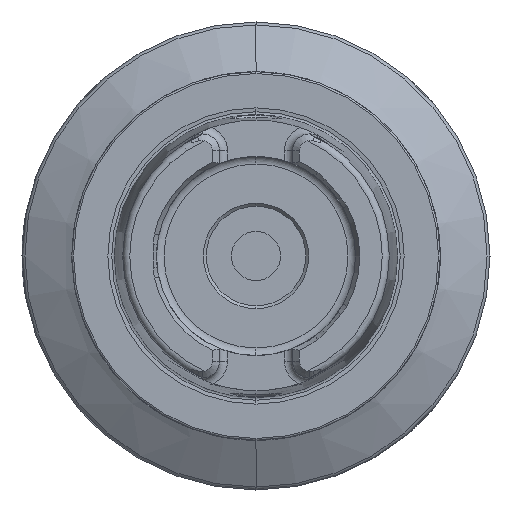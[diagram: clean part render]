
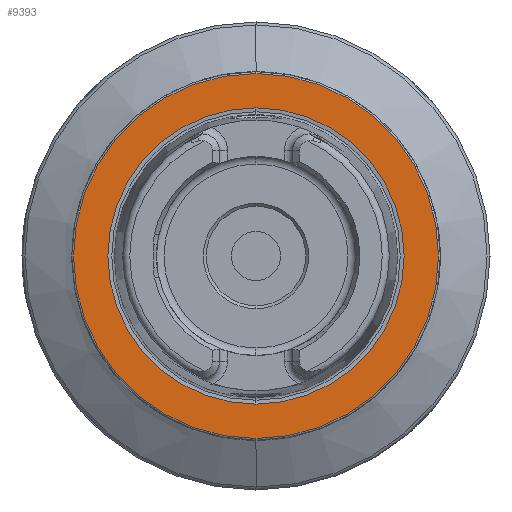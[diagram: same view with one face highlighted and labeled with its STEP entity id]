
A CAD part, left-side view. The second image highlights one B-rep face of the part: STEP entity #9393.
In plain terms, the highlighted planar face has unit normal (-1, 0, 0).
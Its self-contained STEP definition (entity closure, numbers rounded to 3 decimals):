
#89 = VERTEX_POINT ( 'NONE', #2403 ) ;
#193 = EDGE_CURVE ( 'NONE', #14597, #89, #1764, .T. ) ;
#250 = CARTESIAN_POINT ( 'NONE',  ( 0., 0., 0. ) ) ;
#307 = DIRECTION ( 'NONE',  ( 1., 0., 0. ) ) ;
#612 = DIRECTION ( 'NONE',  ( 0., 0., 1. ) ) ;
#721 = AXIS2_PLACEMENT_3D ( 'NONE', #5669, #307, #8262 ) ;
#886 = VERTEX_POINT ( 'NONE', #12720 ) ;
#1015 = EDGE_LOOP ( 'NONE', ( #7246, #4635 ) ) ;
#1128 = ORIENTED_EDGE ( 'NONE', *, *, #2902, .F. ) ;
#1672 = DIRECTION ( 'NONE',  ( -1., 0., 0. ) ) ;
#1764 = CIRCLE ( 'NONE', #13619, 25.324 ) ;
#2067 = CIRCLE ( 'NONE', #12469, 31.2 ) ;
#2403 = CARTESIAN_POINT ( 'NONE',  ( 0., 0., -25.324 ) ) ;
#2707 = DIRECTION ( 'NONE',  ( 0., 0., 1. ) ) ;
#2759 = DIRECTION ( 'NONE',  ( -1., 0., 0. ) ) ;
#2821 = CARTESIAN_POINT ( 'NONE',  ( 0., 0., 0. ) ) ;
#2902 = EDGE_CURVE ( 'NONE', #89, #14597, #11638, .T. ) ;
#3961 = DIRECTION ( 'NONE',  ( 0., 0., 1. ) ) ;
#4485 = PLANE ( 'NONE',  #721 ) ;
#4635 = ORIENTED_EDGE ( 'NONE', *, *, #14570, .T. ) ;
#4818 = DIRECTION ( 'NONE',  ( 0., 0., 1. ) ) ;
#5012 = CARTESIAN_POINT ( 'NONE',  ( 0., 0., 31.2 ) ) ;
#5105 = FACE_BOUND ( 'NONE', #11039, .T. ) ;
#5669 = CARTESIAN_POINT ( 'NONE',  ( 0., 31.2, 0. ) ) ;
#5962 = EDGE_CURVE ( 'NONE', #6896, #886, #2067, .T. ) ;
#5966 = CARTESIAN_POINT ( 'NONE',  ( 0., 0., 0. ) ) ;
#6896 = VERTEX_POINT ( 'NONE', #5012 ) ;
#7246 = ORIENTED_EDGE ( 'NONE', *, *, #5962, .T. ) ;
#7371 = DIRECTION ( 'NONE',  ( -1., 0., 0. ) ) ;
#7982 = FACE_OUTER_BOUND ( 'NONE', #1015, .T. ) ;
#8262 = DIRECTION ( 'NONE',  ( 0., 0., -1. ) ) ;
#8406 = AXIS2_PLACEMENT_3D ( 'NONE', #2821, #1672, #3961 ) ;
#9333 = DIRECTION ( 'NONE',  ( -1., 0., 0. ) ) ;
#9393 = ADVANCED_FACE ( 'NONE', ( #5105, #7982 ), #4485, .F. ) ;
#11039 = EDGE_LOOP ( 'NONE', ( #13206, #1128 ) ) ;
#11638 = CIRCLE ( 'NONE', #13177, 25.324 ) ;
#12469 = AXIS2_PLACEMENT_3D ( 'NONE', #250, #9333, #4818 ) ;
#12720 = CARTESIAN_POINT ( 'NONE',  ( 0., 0., -31.2 ) ) ;
#13177 = AXIS2_PLACEMENT_3D ( 'NONE', #14062, #7371, #612 ) ;
#13206 = ORIENTED_EDGE ( 'NONE', *, *, #193, .F. ) ;
#13619 = AXIS2_PLACEMENT_3D ( 'NONE', #5966, #2759, #2707 ) ;
#13838 = CARTESIAN_POINT ( 'NONE',  ( 0., 0., 25.324 ) ) ;
#14062 = CARTESIAN_POINT ( 'NONE',  ( 0., 0., 0. ) ) ;
#14443 = CIRCLE ( 'NONE', #8406, 31.2 ) ;
#14570 = EDGE_CURVE ( 'NONE', #886, #6896, #14443, .T. ) ;
#14597 = VERTEX_POINT ( 'NONE', #13838 ) ;
